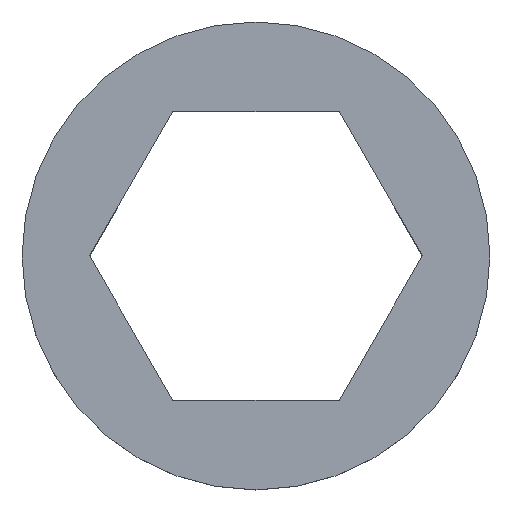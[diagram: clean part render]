
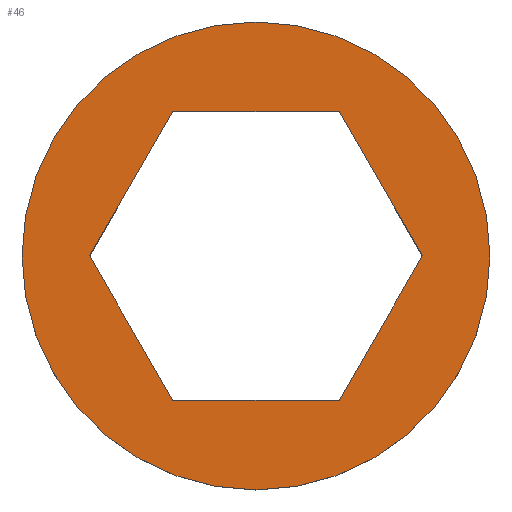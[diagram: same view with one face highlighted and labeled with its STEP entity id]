
A CAD part, top view. The second image highlights one B-rep face of the part: STEP entity #46.
In plain terms, the highlighted planar face has unit normal (0, 0, 1).
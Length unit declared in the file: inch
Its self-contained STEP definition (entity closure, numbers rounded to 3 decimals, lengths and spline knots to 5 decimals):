
#1 = DIRECTION ( 'NONE',  ( 1., 0., 0. ) ) ;
#2 = CARTESIAN_POINT ( 'NONE',  ( -0.22228, 0., 0.03125 ) ) ;
#3 = VECTOR ( 'NONE', #133, 39.37008 ) ;
#5 = CARTESIAN_POINT ( 'NONE',  ( 0.11114, 0.1925, 0.03125 ) ) ;
#12 = ORIENTED_EDGE ( 'NONE', *, *, #327, .T. ) ;
#15 = DIRECTION ( 'NONE',  ( 1., 0., 0. ) ) ;
#19 = CARTESIAN_POINT ( 'NONE',  ( -0.22228, 0., 0.03125 ) ) ;
#20 = EDGE_LOOP ( 'NONE', ( #12, #336 ) ) ;
#26 = CARTESIAN_POINT ( 'NONE',  ( 0., 0., 0.03125 ) ) ;
#32 = VECTOR ( 'NONE', #51, 39.37008 ) ;
#46 = ADVANCED_FACE ( 'NONE', ( #191, #188 ), #243, .T. ) ;
#49 = ORIENTED_EDGE ( 'NONE', *, *, #223, .F. ) ;
#51 = DIRECTION ( 'NONE',  ( -0.5, -0.866, 0. ) ) ;
#58 = DIRECTION ( 'NONE',  ( 1., 0., 0. ) ) ;
#70 = ORIENTED_EDGE ( 'NONE', *, *, #162, .F. ) ;
#84 = CARTESIAN_POINT ( 'NONE',  ( -0.11114, 0.1925, 0.03125 ) ) ;
#85 = DIRECTION ( 'NONE',  ( 1., 0., 0. ) ) ;
#88 = EDGE_CURVE ( 'NONE', #312, #255, #245, .T. ) ;
#90 = VERTEX_POINT ( 'NONE', #5 ) ;
#96 = EDGE_CURVE ( 'NONE', #255, #204, #129, .T. ) ;
#97 = VECTOR ( 'NONE', #236, 39.37008 ) ;
#100 = CARTESIAN_POINT ( 'NONE',  ( 0.11114, -0.1925, 0.03125 ) ) ;
#103 = CARTESIAN_POINT ( 'NONE',  ( 0.22228, 0., 0.03125 ) ) ;
#110 = CARTESIAN_POINT ( 'NONE',  ( -0.11114, -0.1925, 0.03125 ) ) ;
#118 = EDGE_CURVE ( 'NONE', #151, #90, #207, .T. ) ;
#120 = EDGE_CURVE ( 'NONE', #204, #151, #296, .T. ) ;
#122 = AXIS2_PLACEMENT_3D ( 'NONE', #26, #244, #1 ) ;
#129 = LINE ( 'NONE', #110, #259 ) ;
#131 = CARTESIAN_POINT ( 'NONE',  ( 0.22228, 0., 0.03125 ) ) ;
#133 = DIRECTION ( 'NONE',  ( -0.5, 0.866, 0. ) ) ;
#137 = CARTESIAN_POINT ( 'NONE',  ( 0.3125, 0., 0.03125 ) ) ;
#144 = AXIS2_PLACEMENT_3D ( 'NONE', #210, #269, #85 ) ;
#150 = VECTOR ( 'NONE', #248, 39.37008 ) ;
#151 = VERTEX_POINT ( 'NONE', #131 ) ;
#162 = EDGE_CURVE ( 'NONE', #90, #339, #322, .T. ) ;
#177 = ORIENTED_EDGE ( 'NONE', *, *, #120, .F. ) ;
#183 = LINE ( 'NONE', #260, #32 ) ;
#188 = FACE_BOUND ( 'NONE', #285, .T. ) ;
#191 = FACE_OUTER_BOUND ( 'NONE', #20, .T. ) ;
#197 = ORIENTED_EDGE ( 'NONE', *, *, #88, .F. ) ;
#201 = CIRCLE ( 'NONE', #122, 0.3125 ) ;
#203 = VECTOR ( 'NONE', #268, 39.37008 ) ;
#204 = VERTEX_POINT ( 'NONE', #100 ) ;
#205 = ORIENTED_EDGE ( 'NONE', *, *, #118, .F. ) ;
#207 = LINE ( 'NONE', #103, #3 ) ;
#210 = CARTESIAN_POINT ( 'NONE',  ( 0., 0., 0.03125 ) ) ;
#214 = CARTESIAN_POINT ( 'NONE',  ( 0.11114, -0.1925, 0.03125 ) ) ;
#223 = EDGE_CURVE ( 'NONE', #339, #312, #183, .T. ) ;
#236 = DIRECTION ( 'NONE',  ( -1., 0., 0. ) ) ;
#237 = CARTESIAN_POINT ( 'NONE',  ( 0., 0., 0.03125 ) ) ;
#243 = PLANE ( 'NONE',  #144 ) ;
#244 = DIRECTION ( 'NONE',  ( 0., 0., 1. ) ) ;
#245 = LINE ( 'NONE', #2, #150 ) ;
#248 = DIRECTION ( 'NONE',  ( 0.5, -0.866, 0. ) ) ;
#255 = VERTEX_POINT ( 'NONE', #347 ) ;
#259 = VECTOR ( 'NONE', #15, 39.37008 ) ;
#260 = CARTESIAN_POINT ( 'NONE',  ( -0.11114, 0.1925, 0.03125 ) ) ;
#268 = DIRECTION ( 'NONE',  ( 0.5, 0.866, 0. ) ) ;
#269 = DIRECTION ( 'NONE',  ( 0., 0., 1. ) ) ;
#272 = VERTEX_POINT ( 'NONE', #303 ) ;
#285 = EDGE_LOOP ( 'NONE', ( #177, #331, #197, #49, #70, #205 ) ) ;
#295 = AXIS2_PLACEMENT_3D ( 'NONE', #237, #348, #58 ) ;
#296 = LINE ( 'NONE', #214, #203 ) ;
#300 = VERTEX_POINT ( 'NONE', #137 ) ;
#303 = CARTESIAN_POINT ( 'NONE',  ( -0.3125, 0., 0.03125 ) ) ;
#310 = EDGE_CURVE ( 'NONE', #300, #272, #345, .T. ) ;
#312 = VERTEX_POINT ( 'NONE', #19 ) ;
#322 = LINE ( 'NONE', #338, #97 ) ;
#327 = EDGE_CURVE ( 'NONE', #272, #300, #201, .T. ) ;
#331 = ORIENTED_EDGE ( 'NONE', *, *, #96, .F. ) ;
#336 = ORIENTED_EDGE ( 'NONE', *, *, #310, .T. ) ;
#338 = CARTESIAN_POINT ( 'NONE',  ( 0.11114, 0.1925, 0.03125 ) ) ;
#339 = VERTEX_POINT ( 'NONE', #84 ) ;
#345 = CIRCLE ( 'NONE', #295, 0.3125 ) ;
#347 = CARTESIAN_POINT ( 'NONE',  ( -0.11114, -0.1925, 0.03125 ) ) ;
#348 = DIRECTION ( 'NONE',  ( 0., 0., 1. ) ) ;
